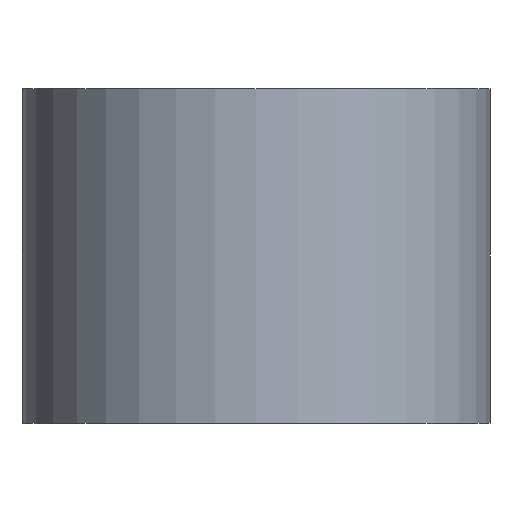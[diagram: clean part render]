
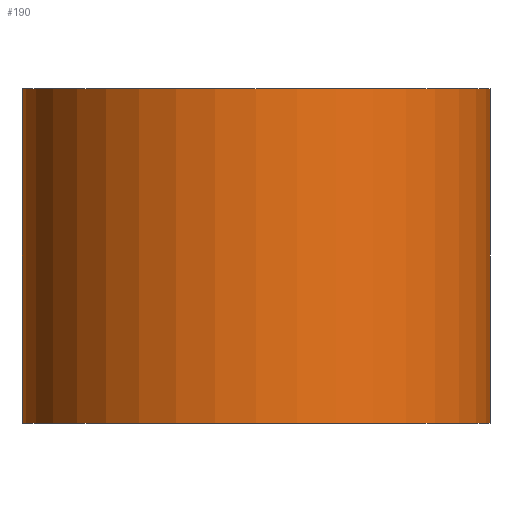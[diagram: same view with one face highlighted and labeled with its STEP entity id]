
A CAD part, front view. The second image highlights one B-rep face of the part: STEP entity #190.
In plain terms, the highlighted cylindrical face has radius 7 mm (diameter 14 mm), a partial arc.
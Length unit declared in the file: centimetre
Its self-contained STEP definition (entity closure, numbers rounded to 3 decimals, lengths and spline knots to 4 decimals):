
#4 = CARTESIAN_POINT ( 'NONE',  ( -0.7, 0., 2. ) ) ;
#16 = AXIS2_PLACEMENT_3D ( 'NONE', #26, #268, #96 ) ;
#26 = CARTESIAN_POINT ( 'NONE',  ( 0., 0., 0.5 ) ) ;
#35 = CARTESIAN_POINT ( 'NONE',  ( 0., 0., 2. ) ) ;
#53 = CARTESIAN_POINT ( 'NONE',  ( 0.7, 0., 2. ) ) ;
#68 = LINE ( 'NONE', #53, #412 ) ;
#72 = LINE ( 'NONE', #4, #107 ) ;
#85 = EDGE_CURVE ( 'NONE', #312, #338, #68, .T. ) ;
#96 = DIRECTION ( 'NONE',  ( 1., 0., 0. ) ) ;
#107 = VECTOR ( 'NONE', #363, 100. ) ;
#110 = DIRECTION ( 'NONE',  ( 0., 0., -1. ) ) ;
#190 = ADVANCED_FACE ( 'NONE', ( #198 ), #304, .T. ) ;
#195 = ORIENTED_EDGE ( 'NONE', *, *, #398, .T. ) ;
#197 = CIRCLE ( 'NONE', #409, 0.7 ) ;
#198 = FACE_OUTER_BOUND ( 'NONE', #318, .T. ) ;
#199 = AXIS2_PLACEMENT_3D ( 'NONE', #35, #297, #320 ) ;
#202 = CARTESIAN_POINT ( 'NONE',  ( 0.7, 0., 1.5 ) ) ;
#215 = EDGE_CURVE ( 'NONE', #305, #338, #217, .T. ) ;
#217 = CIRCLE ( 'NONE', #16, 0.7 ) ;
#234 = ORIENTED_EDGE ( 'NONE', *, *, #85, .F. ) ;
#268 = DIRECTION ( 'NONE',  ( 0., 0., 1. ) ) ;
#271 = ORIENTED_EDGE ( 'NONE', *, *, #215, .T. ) ;
#280 = DIRECTION ( 'NONE',  ( 0., 0., -1. ) ) ;
#289 = VERTEX_POINT ( 'NONE', #353 ) ;
#295 = CARTESIAN_POINT ( 'NONE',  ( -0.7, 0., 0.5 ) ) ;
#297 = DIRECTION ( 'NONE',  ( 0., 0., -1. ) ) ;
#304 = CYLINDRICAL_SURFACE ( 'NONE', #199, 0.7 ) ;
#305 = VERTEX_POINT ( 'NONE', #295 ) ;
#312 = VERTEX_POINT ( 'NONE', #202 ) ;
#314 = EDGE_CURVE ( 'NONE', #289, #305, #72, .T. ) ;
#318 = EDGE_LOOP ( 'NONE', ( #234, #195, #419, #271 ) ) ;
#320 = DIRECTION ( 'NONE',  ( -1., 0., 0. ) ) ;
#338 = VERTEX_POINT ( 'NONE', #368 ) ;
#353 = CARTESIAN_POINT ( 'NONE',  ( -0.7, 0., 1.5 ) ) ;
#363 = DIRECTION ( 'NONE',  ( 0., 0., -1. ) ) ;
#368 = CARTESIAN_POINT ( 'NONE',  ( 0.7, 0., 0.5 ) ) ;
#378 = CARTESIAN_POINT ( 'NONE',  ( 0., 0., 1.5 ) ) ;
#398 = EDGE_CURVE ( 'NONE', #312, #289, #197, .T. ) ;
#405 = DIRECTION ( 'NONE',  ( -1., 0., 0. ) ) ;
#409 = AXIS2_PLACEMENT_3D ( 'NONE', #378, #110, #405 ) ;
#412 = VECTOR ( 'NONE', #280, 100. ) ;
#419 = ORIENTED_EDGE ( 'NONE', *, *, #314, .T. ) ;
